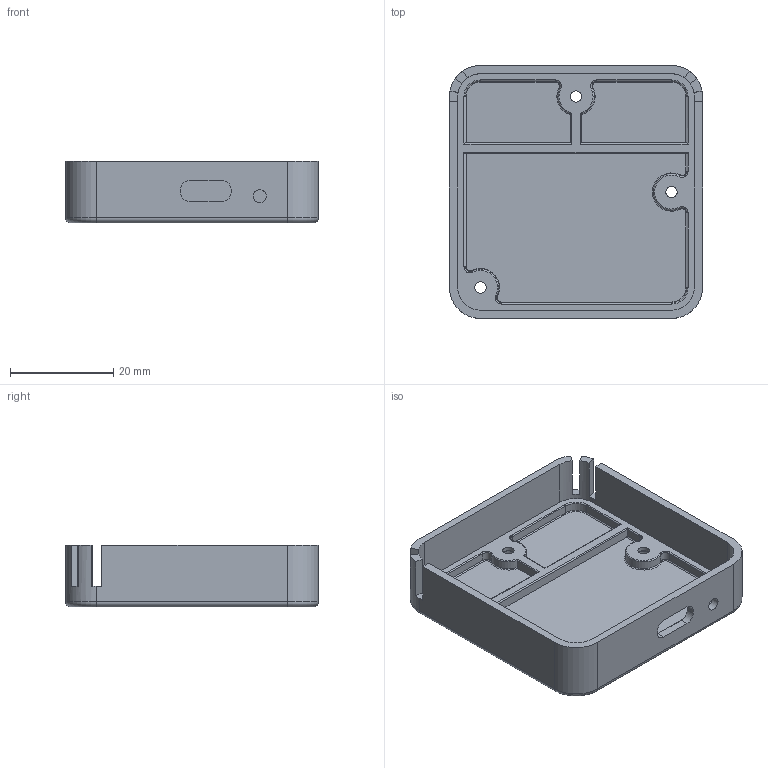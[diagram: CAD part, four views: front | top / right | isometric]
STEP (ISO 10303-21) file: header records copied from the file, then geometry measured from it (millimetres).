
FILE_DESCRIPTION(/* description */ ('KiCad electronic assembly'),/* implementation_level */ '2;1');
FILE_NAME(/* name */ 'AirCube bottom_prod_12-11.step',/* time_stamp */ '2025-12-11T14:33:21-06:00',/* author */ (''),/* organization */ (''),/* preprocessor_version */ 'ST-DEVELOPER v20.1',/* originating_system */ 'Autodesk Translation Framework v14.21.0.0',/* authorisation */ '');
FILE_SCHEMA (('AUTOMOTIVE_DESIGN { 1 0 10303 214 3 1 1 }'));
Length unit declared in the file: millimetre
Products named in the file (2): AirCube 1; bottom body
Assembly tree (1 placements, depth 2):
  AirCube 1
    bottom body
Bounding box: 49 x 49 x 12 mm (x, y, z)
Volume: 6161.3 mm3; surface area: 8994.1 mm2
Topology: 1 solids, 1 shells, 145 faces, 354 edges, 217 vertices
Faces by surface type: cylinder 57, plane 49, torus 34, cone 5
Full cylindrical faces by diameter (mm): 2.2 x3, 2.5 x1, 4 x3
Entity records: 4399 total; most frequent: DIRECTION 823, CARTESIAN_POINT 763, ORIENTED_EDGE 708, EDGE_CURVE 354, AXIS2_PLACEMENT_3D 325, VERTEX_POINT 217, LINE 173, VECTOR 173
